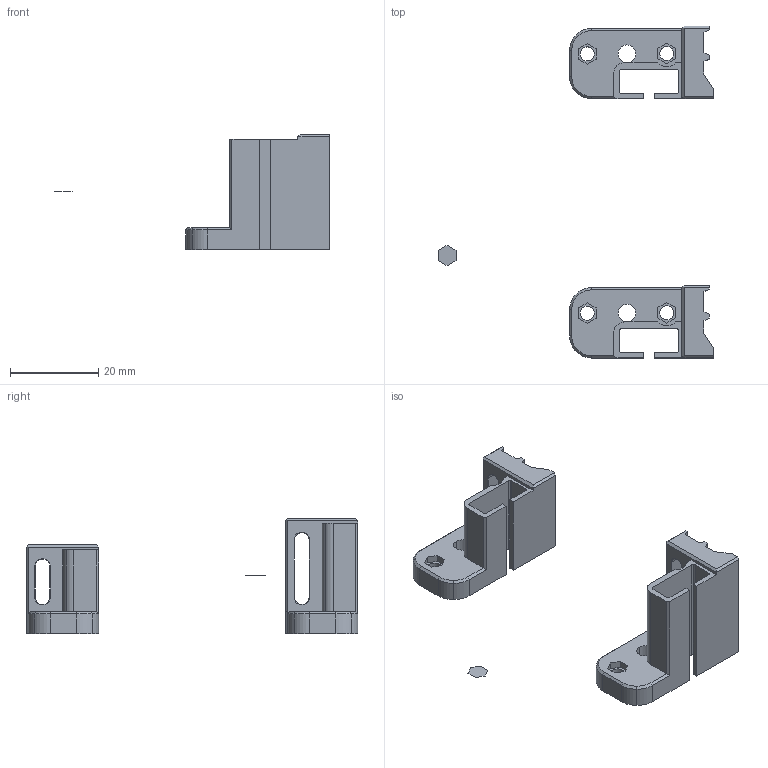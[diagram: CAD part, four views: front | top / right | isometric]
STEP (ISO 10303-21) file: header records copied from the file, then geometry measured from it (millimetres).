
FILE_DESCRIPTION(('STEP AP214'),'1');
FILE_NAME('adj-bltouch-mount-5C-M2-Wings.stp','2020-03-12T00:40:13',(''),(''),'Spatial InterOp 3D',' ',' ');
FILE_SCHEMA(('automotive_design'));
Length unit declared in the file: inch
Products named in the file (4): Cover Surface_3299058; Part_3300612; Part_3299788; 1
Bounding box: 62.47 x 75.2 x 26.13 mm (x, y, z)
Volume: 8307.1 mm3; surface area: 7289.9 mm2
Topology: 2 solids, 3 shells, 251 faces, 702 edges, 470 vertices
Faces by surface type: plane 154, cylinder 49, extrusion 30, cone 16, torus 2
Entity records: 10443 total; most frequent: CARTESIAN_POINT 1813, ORIENTED_EDGE 1386, DIRECTION 1238, EDGE_CURVE 696, VECTOR 548, LINE 518, VERTEX_POINT 458, AXIS2_PLACEMENT_3D 345
